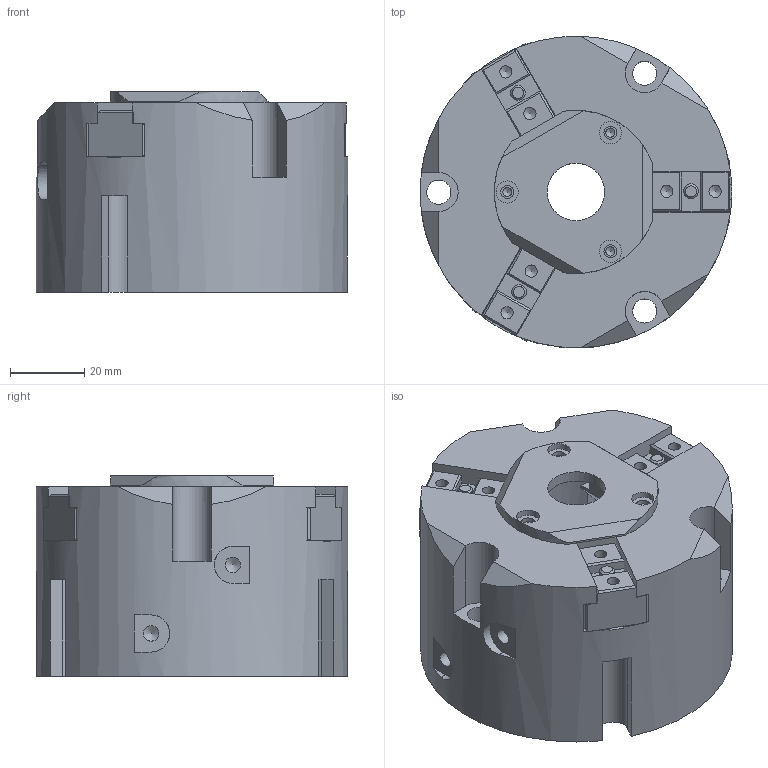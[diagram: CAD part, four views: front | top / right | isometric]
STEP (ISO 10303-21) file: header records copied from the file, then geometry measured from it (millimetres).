
FILE_DESCRIPTION(/* description */ (''),/* implementation_level */ '2;1');
FILE_NAME(/* name */ 'MFA-85-SV.stp',/* time_stamp */ '2018-02-01T14:19:10+01:00',/* author */ ('Tecnico'),/* organization */ (''),/* preprocessor_version */ 'ST-DEVELOPER v16.13',/* originating_system */ 'Autodesk Inventor 2018',/* authorisation */ '');
FILE_SCHEMA (('AUTOMOTIVE_DESIGN { 1 0 10303 214 3 1 1 }'));
Length unit declared in the file: millimetre
Products named in the file (4): MFB-85; MFB-85-CORPO; MFB-85-COPERCHIO; MFB-85-GRIFFA
Assembly tree (5 placements, depth 2):
  MFB-85
    MFB-85-CORPO
    MFB-85-COPERCHIO
    MFB-85-GRIFFA  x3
Bounding box: 83.98 x 83.96 x 54 mm (x, y, z)
Volume: 230621.7 mm3; surface area: 46264.8 mm2
Topology: 5 solids, 5 shells, 260 faces, 687 edges, 441 vertices
Faces by surface type: plane 183, cylinder 53, cone 24
Full cylindrical faces by diameter (mm): 2.459 x3, 3.242 x2, 3.3 x6, 3.5 x3, 4 x3, 4.134 x8, 6 x8, 6.5 x3, 15.5 x1, 30 x1, 84 x1
Entity records: 5566 total; most frequent: CARTESIAN_POINT 986, DIRECTION 963, ORIENTED_EDGE 842, EDGE_CURVE 421, AXIS2_PLACEMENT_3D 354, VERTEX_POINT 298, EDGE_LOOP 259, LINE 255
